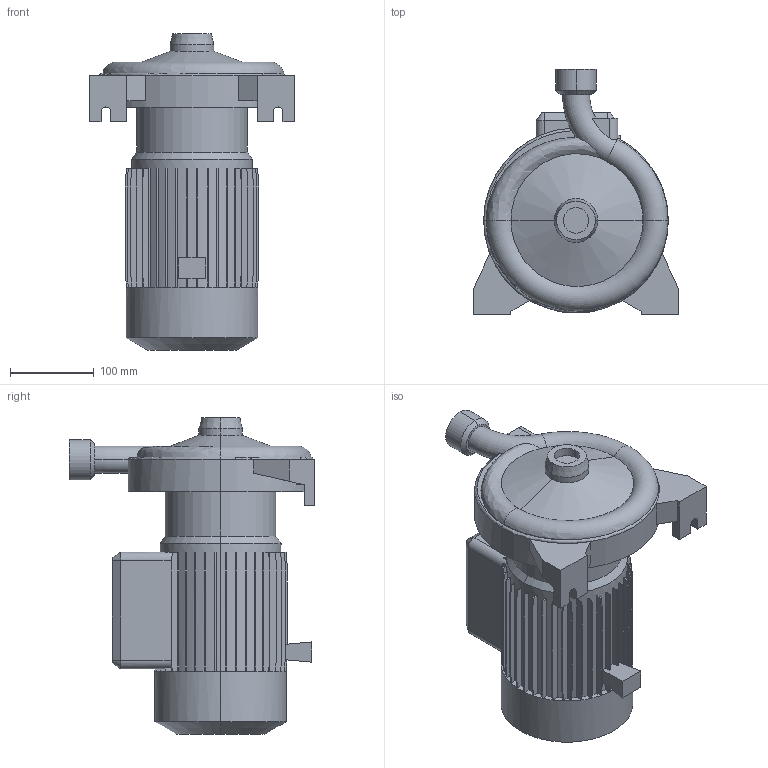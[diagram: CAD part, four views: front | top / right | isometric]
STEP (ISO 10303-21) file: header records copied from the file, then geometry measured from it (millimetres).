
FILE_DESCRIPTION (( 'STEP AP214' ), '1' );
FILE_NAME ('10013814swp00.step', '2022-02-10T10:27:52', ( '' ), ( '' ), 'SwSTEP 2.0', 'SolidWorks 2020', '' );
FILE_SCHEMA (( 'AUTOMOTIVE_DESIGN' ));
Length unit declared in the file: millimetre
Products named in the file (1): 10013814swp00
Bounding box: 245 x 292 x 377 mm (x, y, z)
Volume: 7840978.3 mm3; surface area: 386603.5 mm2
Topology: 1 solids, 1 shells, 345 faces, 979 edges, 644 vertices
Faces by surface type: plane 291, cylinder 31, cone 14, torus 8, bspline 1
Entity records: 11855 total; most frequent: CARTESIAN_POINT 2764, ORIENTED_EDGE 1958, DIRECTION 1780, EDGE_CURVE 979, LINE 790, VECTOR 790, VERTEX_POINT 644, AXIS2_PLACEMENT_3D 495
